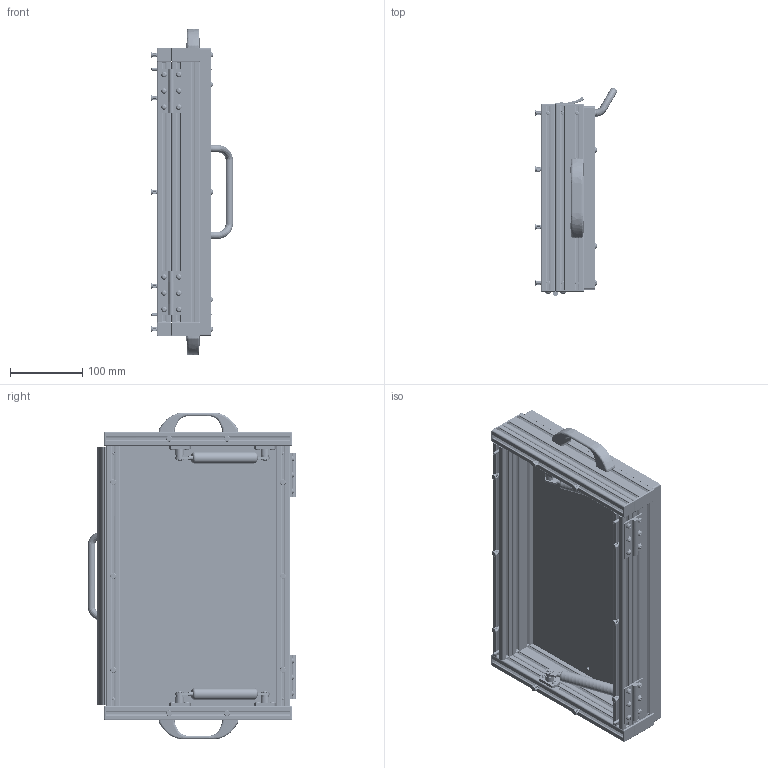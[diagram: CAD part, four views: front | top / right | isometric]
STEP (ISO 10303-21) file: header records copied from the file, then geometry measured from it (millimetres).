
FILE_DESCRIPTION (( 'STEP AP214' ), '1' );
FILE_NAME ('INGUN_33884.STEP', '2024-10-07T13:50:53', ( '' ), ( '' ), 'SwSTEP 2.0', 'SolidWorks 2021', '' );
FILE_SCHEMA (( 'AUTOMOTIVE_DESIGN' ));
Length unit declared in the file: millimetre
Products named in the file (44): ISO7380~n_M04,0x010; DIN125~n_04,3 M04,0; 32233~0; 32973~1; 25285~2; 2497~0; 31443~1; ISO7380~n_M05,0x008; 32970~0; 13373~0; Scharnier~0_Teil1; DIN6325~n_04,0m6x030; 9523~0; Scharnier~0_Teil2; ISO7380~n_M04,0x016; INGUN_33884; 3376~0; 12849~0; 33883~1; Gewindebuchse~n_M04-07,5 geschlossen; ISO7380~n_M04,0x008; Stift_zu_Scharnier_13372~0; 18616~0_S; 8577~1; ASR~asr_拱06,2x03x拌10; DIN912~n_M05,0x040; 9289-1~0; 32457~0_S; 32229~0; DIN_6799_-_A2~n_d 5; DIN912~n_M04,0x020; 32234~1_S; 9289~0; K_02037~0_Standard ohne Dyn Punkt<Standard>; K_02038~0; 3381~0; ISO7380~n_M03,0x008; 13372~1; 31254~0_S; DIN6325~n_04,0m6x020 ...
Assembly tree (154 placements, depth 5):
  INGUN_33884
    33883~1
      32229~0
      32233~0
      32970~0  x2
      32232~1  x2
      32973~1  x2
      32234~1_S
        31443~1
      31254~0_S  x3
      9523~0  x4
      3376~0  x4
      25285~2  x4
      DIN_6799_-_A2~n_d 5  x4
      3381~0  x8
      12849~0  x2
        13372~1
          Scharnier~0_Teil1
          Scharnier~0_Teil2
          Stift_zu_Scharnier_13372~0
        DIN125~n_04,3 M04,0
        ISO7380~n_M04,0x008
        13373~0
      8577~1
      ISO7380~n_M04,0x010  x8
      DIN912~n_M05,0x040  x2
      ISO7380~n_M05,0x008  x2
      9289~0  x10
        9289-1~0
        9289-2~0
    30657~1
    3381~0  x10
    2497~0
      K_02037~0_Standard ohne Dyn Punkt<Standard>
      K_02038~0
    2497~0
      K_02037~0_Standard ohne Dyn Punkt<Standard>
      K_02038~0
    18616~0_S  x4
    32457~0_S  x2
    ASR~asr_拱06,2x03x拌10  x4
    ISO7380~n_M04,0x016  x10
    ISO7380~n_M03,0x008  x4
    DIN6325~n_04,0m6x030  x2
    DIN6325~n_04,0m6x020  x4
    DIN912~n_M04,0x020  x10
    Gewindebuchse~n_M04-07,5 geschlossen  x10
Bounding box: 113 x 288.1 x 452 mm (x, y, z)
Volume: 2369415.3 mm3; surface area: 972051.9 mm2
Topology: 176 solids, 176 shells, 7182 faces, 18066 edges, 11526 vertices
Faces by surface type: plane 3993, cylinder 2511, cone 264, torus 178, bspline 176, sphere 60
Entity records: 69010 total; most frequent: CARTESIAN_POINT 22026, DIRECTION 9449, ORIENTED_EDGE 9314, EDGE_CURVE 4657, AXIS2_PLACEMENT_3D 3469, VERTEX_POINT 3011, VECTOR 2511, LINE 2511
